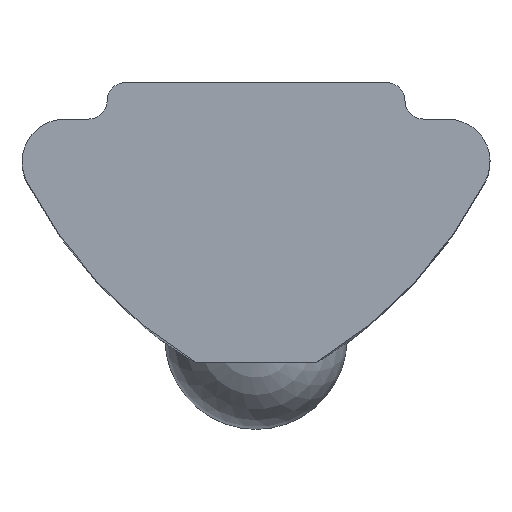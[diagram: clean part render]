
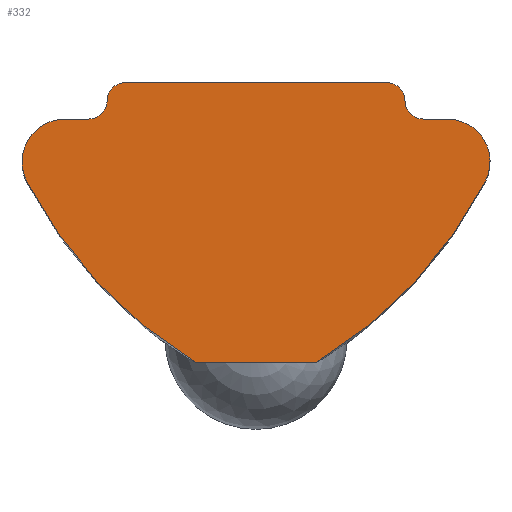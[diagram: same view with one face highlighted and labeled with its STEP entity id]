
A CAD part, top view. The second image highlights one B-rep face of the part: STEP entity #332.
In plain terms, the highlighted planar face has unit normal (0, 0, 1).
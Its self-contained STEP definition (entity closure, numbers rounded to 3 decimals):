
#30 = CARTESIAN_POINT ( 'NONE',  ( 3.15, -1.3, 12. ) ) ;
#55 = CARTESIAN_POINT ( 'NONE',  ( 2.75, -0.3, 12. ) ) ;
#59 = AXIS2_PLACEMENT_3D ( 'NONE', #1049, #1970, #891 ) ;
#80 = VERTEX_POINT ( 'NONE', #581 ) ;
#83 = AXIS2_PLACEMENT_3D ( 'NONE', #746, #1811, #893 ) ;
#110 = DIRECTION ( 'NONE',  ( 0., 0., 1. ) ) ;
#140 = CARTESIAN_POINT ( 'NONE',  ( -2.75, -0.6, 12. ) ) ;
#144 = EDGE_LOOP ( 'NONE', ( #727, #1712, #1284, #868, #1600, #1766, #253, #1373, #1153, #684, #470, #1679, #1857 ) ) ;
#145 = DIRECTION ( 'NONE',  ( 0., 0., 1. ) ) ;
#211 = DIRECTION ( 'NONE',  ( -1., 0., 0. ) ) ;
#235 = LINE ( 'NONE', #368, #1863 ) ;
#237 = VECTOR ( 'NONE', #1845, 1000. ) ;
#241 = VERTEX_POINT ( 'NONE', #1663 ) ;
#253 = ORIENTED_EDGE ( 'NONE', *, *, #1914, .T. ) ;
#262 = CARTESIAN_POINT ( 'NONE',  ( 2.45, -0.3, 12. ) ) ;
#275 = FACE_OUTER_BOUND ( 'NONE', #144, .T. ) ;
#284 = EDGE_CURVE ( 'NONE', #1461, #846, #734, .T. ) ;
#299 = AXIS2_PLACEMENT_3D ( 'NONE', #630, #1695, #791 ) ;
#305 = DIRECTION ( 'NONE',  ( -1., 0., 0. ) ) ;
#313 = VERTEX_POINT ( 'NONE', #140 ) ;
#322 = AXIS2_PLACEMENT_3D ( 'NONE', #55, #1134, #211 ) ;
#329 = CARTESIAN_POINT ( 'NONE',  ( -1., -4.6, 12. ) ) ;
#332 = ADVANCED_FACE ( 'NONE', ( #275 ), #773, .F. ) ;
#340 = EDGE_CURVE ( 'NONE', #596, #241, #235, .T. ) ;
#363 = EDGE_CURVE ( 'NONE', #846, #1730, #1046, .T. ) ;
#368 = CARTESIAN_POINT ( 'NONE',  ( 1., -4.6, 12. ) ) ;
#374 = AXIS2_PLACEMENT_3D ( 'NONE', #516, #1594, #676 ) ;
#432 = EDGE_CURVE ( 'NONE', #1336, #313, #1808, .T. ) ;
#461 = LINE ( 'NONE', #1608, #1635 ) ;
#470 = ORIENTED_EDGE ( 'NONE', *, *, #340, .T. ) ;
#491 = CARTESIAN_POINT ( 'NONE',  ( 2.15, 0., 12. ) ) ;
#516 = CARTESIAN_POINT ( 'NONE',  ( 2.899, 1.807, 12. ) ) ;
#562 = VERTEX_POINT ( 'NONE', #491 ) ;
#581 = CARTESIAN_POINT ( 'NONE',  ( -3.773, -1.62, 12. ) ) ;
#586 = EDGE_CURVE ( 'NONE', #935, #562, #1256, .T. ) ;
#596 = VERTEX_POINT ( 'NONE', #329 ) ;
#609 = DIRECTION ( 'NONE',  ( -1., 0., 0. ) ) ;
#618 = DIRECTION ( 'NONE',  ( 0., 0., 1. ) ) ;
#630 = CARTESIAN_POINT ( 'NONE',  ( -2.15, -0.3, 12. ) ) ;
#653 = CARTESIAN_POINT ( 'NONE',  ( 2.75, -0.6, 12. ) ) ;
#676 = DIRECTION ( 'NONE',  ( 1., 0., 0. ) ) ;
#684 = ORIENTED_EDGE ( 'NONE', *, *, #1799, .T. ) ;
#686 = CARTESIAN_POINT ( 'NONE',  ( 3.15, -0.6, 12. ) ) ;
#727 = ORIENTED_EDGE ( 'NONE', *, *, #363, .T. ) ;
#734 = CIRCLE ( 'NONE', #1430, 0.7 ) ;
#746 = CARTESIAN_POINT ( 'NONE',  ( -2.899, 1.807, 12. ) ) ;
#773 = PLANE ( 'NONE',  #1842 ) ;
#774 = EDGE_CURVE ( 'NONE', #1730, #935, #975, .T. ) ;
#791 = DIRECTION ( 'NONE',  ( -1., 0., 0. ) ) ;
#846 = VERTEX_POINT ( 'NONE', #686 ) ;
#848 = CARTESIAN_POINT ( 'NONE',  ( -3.85, -1.3, 12. ) ) ;
#868 = ORIENTED_EDGE ( 'NONE', *, *, #1414, .T. ) ;
#883 = VERTEX_POINT ( 'NONE', #1946 ) ;
#891 = DIRECTION ( 'NONE',  ( -1., 0., 0. ) ) ;
#893 = DIRECTION ( 'NONE',  ( -1., 0., 0. ) ) ;
#935 = VERTEX_POINT ( 'NONE', #262 ) ;
#946 = DIRECTION ( 'NONE',  ( -1., 0., 0. ) ) ;
#969 = EDGE_CURVE ( 'NONE', #1964, #80, #1477, .T. ) ;
#975 = CIRCLE ( 'NONE', #322, 0.3 ) ;
#976 = CARTESIAN_POINT ( 'NONE',  ( 2.45, -0.6, 12. ) ) ;
#984 = AXIS2_PLACEMENT_3D ( 'NONE', #1994, #1061, #946 ) ;
#1002 = VECTOR ( 'NONE', #609, 1000. ) ;
#1025 = CIRCLE ( 'NONE', #83, 7.5 ) ;
#1037 = CARTESIAN_POINT ( 'NONE',  ( -3.15, -1.3, 12. ) ) ;
#1046 = LINE ( 'NONE', #976, #1002 ) ;
#1049 = CARTESIAN_POINT ( 'NONE',  ( -2.75, -0.3, 12. ) ) ;
#1061 = DIRECTION ( 'NONE',  ( 0., 0., 1. ) ) ;
#1062 = CIRCLE ( 'NONE', #374, 7.5 ) ;
#1066 = CARTESIAN_POINT ( 'NONE',  ( -3.15, -1.3, 12. ) ) ;
#1070 = EDGE_CURVE ( 'NONE', #241, #1461, #1025, .T. ) ;
#1075 = CARTESIAN_POINT ( 'NONE',  ( -2.45, -0.3, 12. ) ) ;
#1076 = DIRECTION ( 'NONE',  ( 0., 0., -1. ) ) ;
#1134 = DIRECTION ( 'NONE',  ( 0., 0., -1. ) ) ;
#1153 = ORIENTED_EDGE ( 'NONE', *, *, #969, .T. ) ;
#1189 = DIRECTION ( 'NONE',  ( 1., 0., 0. ) ) ;
#1216 = DIRECTION ( 'NONE',  ( 1., 0., 0. ) ) ;
#1217 = DIRECTION ( 'NONE',  ( -1., 0., 0. ) ) ;
#1237 = CARTESIAN_POINT ( 'NONE',  ( 3.773, -1.62, 12. ) ) ;
#1256 = CIRCLE ( 'NONE', #984, 0.3 ) ;
#1259 = EDGE_CURVE ( 'NONE', #883, #1964, #1962, .T. ) ;
#1278 = DIRECTION ( 'NONE',  ( 1., 0., 0. ) ) ;
#1284 = ORIENTED_EDGE ( 'NONE', *, *, #586, .T. ) ;
#1336 = VERTEX_POINT ( 'NONE', #1075 ) ;
#1373 = ORIENTED_EDGE ( 'NONE', *, *, #1259, .T. ) ;
#1400 = CIRCLE ( 'NONE', #299, 0.3 ) ;
#1414 = EDGE_CURVE ( 'NONE', #562, #1682, #1809, .T. ) ;
#1430 = AXIS2_PLACEMENT_3D ( 'NONE', #1676, #618, #305 ) ;
#1461 = VERTEX_POINT ( 'NONE', #1237 ) ;
#1469 = EDGE_CURVE ( 'NONE', #1682, #1336, #1400, .T. ) ;
#1477 = CIRCLE ( 'NONE', #1652, 0.7 ) ;
#1522 = AXIS2_PLACEMENT_3D ( 'NONE', #1066, #145, #1216 ) ;
#1537 = CARTESIAN_POINT ( 'NONE',  ( -2.15, 0., 12. ) ) ;
#1545 = CARTESIAN_POINT ( 'NONE',  ( -2.45, 0., 12. ) ) ;
#1594 = DIRECTION ( 'NONE',  ( 0., 0., 1. ) ) ;
#1600 = ORIENTED_EDGE ( 'NONE', *, *, #1469, .T. ) ;
#1608 = CARTESIAN_POINT ( 'NONE',  ( -2.45, -0.6, 12. ) ) ;
#1635 = VECTOR ( 'NONE', #1916, 1000. ) ;
#1652 = AXIS2_PLACEMENT_3D ( 'NONE', #1037, #110, #1189 ) ;
#1663 = CARTESIAN_POINT ( 'NONE',  ( 1., -4.6, 12. ) ) ;
#1676 = CARTESIAN_POINT ( 'NONE',  ( 3.15, -1.3, 12. ) ) ;
#1679 = ORIENTED_EDGE ( 'NONE', *, *, #1070, .T. ) ;
#1682 = VERTEX_POINT ( 'NONE', #1537 ) ;
#1695 = DIRECTION ( 'NONE',  ( 0., 0., 1. ) ) ;
#1712 = ORIENTED_EDGE ( 'NONE', *, *, #774, .T. ) ;
#1730 = VERTEX_POINT ( 'NONE', #653 ) ;
#1766 = ORIENTED_EDGE ( 'NONE', *, *, #432, .T. ) ;
#1799 = EDGE_CURVE ( 'NONE', #80, #596, #1062, .T. ) ;
#1808 = CIRCLE ( 'NONE', #59, 0.3 ) ;
#1809 = LINE ( 'NONE', #1545, #237 ) ;
#1811 = DIRECTION ( 'NONE',  ( 0., 0., 1. ) ) ;
#1842 = AXIS2_PLACEMENT_3D ( 'NONE', #30, #1076, #1217 ) ;
#1845 = DIRECTION ( 'NONE',  ( -1., 0., 0. ) ) ;
#1857 = ORIENTED_EDGE ( 'NONE', *, *, #284, .T. ) ;
#1863 = VECTOR ( 'NONE', #1278, 1000. ) ;
#1914 = EDGE_CURVE ( 'NONE', #313, #883, #461, .T. ) ;
#1916 = DIRECTION ( 'NONE',  ( -1., 0., 0. ) ) ;
#1946 = CARTESIAN_POINT ( 'NONE',  ( -3.15, -0.6, 12. ) ) ;
#1962 = CIRCLE ( 'NONE', #1522, 0.7 ) ;
#1964 = VERTEX_POINT ( 'NONE', #848 ) ;
#1970 = DIRECTION ( 'NONE',  ( 0., 0., -1. ) ) ;
#1994 = CARTESIAN_POINT ( 'NONE',  ( 2.15, -0.3, 12. ) ) ;
